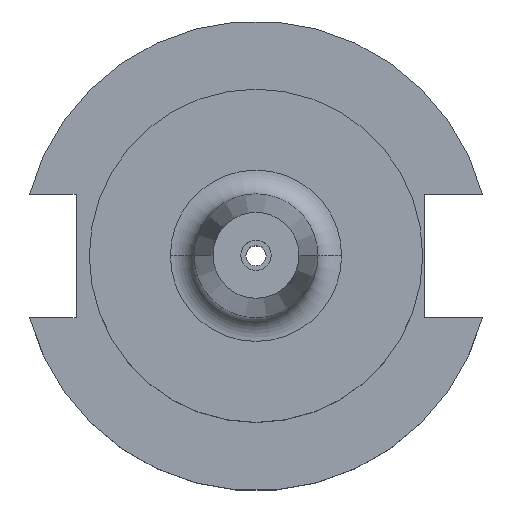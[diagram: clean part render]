
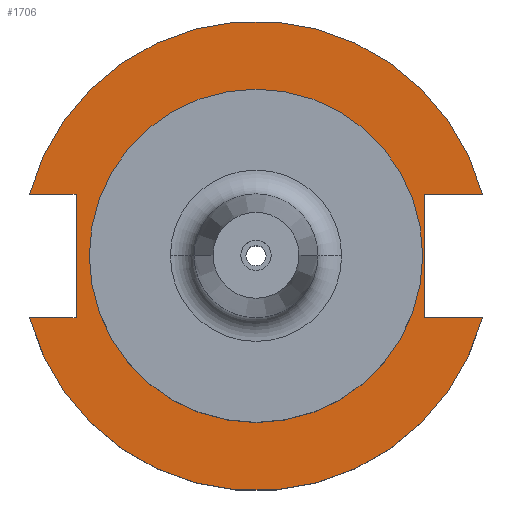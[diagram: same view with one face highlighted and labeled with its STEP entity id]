
A CAD part, top view. The second image highlights one B-rep face of the part: STEP entity #1706.
In plain terms, the highlighted planar face has unit normal (0, 0, 1).
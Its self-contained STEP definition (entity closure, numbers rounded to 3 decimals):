
#42 = DIRECTION ( 'NONE',  ( -1., 0., 0. ) ) ;
#65 = CARTESIAN_POINT ( 'NONE',  ( 0., 0., 19.05 ) ) ;
#115 = VERTEX_POINT ( 'NONE', #1442 ) ;
#123 = VERTEX_POINT ( 'NONE', #752 ) ;
#128 = CARTESIAN_POINT ( 'NONE',  ( -37.719, 12.954, 19.05 ) ) ;
#136 = EDGE_CURVE ( 'NONE', #995, #277, #611, .T. ) ;
#183 = EDGE_CURVE ( 'NONE', #115, #1536, #1642, .T. ) ;
#195 = CARTESIAN_POINT ( 'NONE',  ( 35.306, 12.954, 19.05 ) ) ;
#207 = VECTOR ( 'NONE', #1545, 1000. ) ;
#212 = CIRCLE ( 'NONE', #872, 34.925 ) ;
#217 = ORIENTED_EDGE ( 'NONE', *, *, #1491, .F. ) ;
#228 = PLANE ( 'NONE',  #675 ) ;
#273 = ORIENTED_EDGE ( 'NONE', *, *, #527, .F. ) ;
#277 = VERTEX_POINT ( 'NONE', #806 ) ;
#286 = AXIS2_PLACEMENT_3D ( 'NONE', #65, #1023, #1434 ) ;
#352 = ORIENTED_EDGE ( 'NONE', *, *, #1125, .F. ) ;
#353 = DIRECTION ( 'NONE',  ( 0., 0., 1. ) ) ;
#356 = DIRECTION ( 'NONE',  ( 1., 0., 0. ) ) ;
#364 = VECTOR ( 'NONE', #42, 1000. ) ;
#373 = ORIENTED_EDGE ( 'NONE', *, *, #136, .F. ) ;
#415 = LINE ( 'NONE', #195, #1755 ) ;
#422 = ORIENTED_EDGE ( 'NONE', *, *, #862, .T. ) ;
#454 = DIRECTION ( 'NONE',  ( 0., -1., 0. ) ) ;
#475 = LINE ( 'NONE', #1686, #207 ) ;
#499 = CARTESIAN_POINT ( 'NONE',  ( 35.306, -12.954, 19.05 ) ) ;
#517 = VERTEX_POINT ( 'NONE', #985 ) ;
#527 = EDGE_CURVE ( 'NONE', #517, #1094, #475, .T. ) ;
#535 = LINE ( 'NONE', #1465, #1589 ) ;
#570 = CIRCLE ( 'NONE', #692, 49.212 ) ;
#592 = VERTEX_POINT ( 'NONE', #1121 ) ;
#607 = AXIS2_PLACEMENT_3D ( 'NONE', #1474, #1182, #1719 ) ;
#611 = CIRCLE ( 'NONE', #286, 34.925 ) ;
#624 = DIRECTION ( 'NONE',  ( 0., 0., 1. ) ) ;
#640 = DIRECTION ( 'NONE',  ( 1., 0., 0. ) ) ;
#669 = ORIENTED_EDGE ( 'NONE', *, *, #1331, .F. ) ;
#675 = AXIS2_PLACEMENT_3D ( 'NONE', #1464, #624, #1041 ) ;
#692 = AXIS2_PLACEMENT_3D ( 'NONE', #1609, #353, #1496 ) ;
#700 = ORIENTED_EDGE ( 'NONE', *, *, #1107, .F. ) ;
#734 = LINE ( 'NONE', #854, #364 ) ;
#751 = CARTESIAN_POINT ( 'NONE',  ( -34.925, 0., 19.05 ) ) ;
#752 = CARTESIAN_POINT ( 'NONE',  ( -47.477, 12.954, 19.05 ) ) ;
#778 = CARTESIAN_POINT ( 'NONE',  ( 35.306, 12.954, 19.05 ) ) ;
#806 = CARTESIAN_POINT ( 'NONE',  ( 34.925, 0., 19.05 ) ) ;
#854 = CARTESIAN_POINT ( 'NONE',  ( -63.719, 12.954, 19.05 ) ) ;
#862 = EDGE_CURVE ( 'NONE', #115, #592, #1202, .T. ) ;
#872 = AXIS2_PLACEMENT_3D ( 'NONE', #1504, #1209, #640 ) ;
#898 = VECTOR ( 'NONE', #356, 1000. ) ;
#926 = CARTESIAN_POINT ( 'NONE',  ( -37.719, 12.954, 19.05 ) ) ;
#967 = LINE ( 'NONE', #926, #1289 ) ;
#971 = ORIENTED_EDGE ( 'NONE', *, *, #1086, .T. ) ;
#976 = FACE_OUTER_BOUND ( 'NONE', #1255, .T. ) ;
#985 = CARTESIAN_POINT ( 'NONE',  ( 47.477, 12.954, 19.05 ) ) ;
#995 = VERTEX_POINT ( 'NONE', #751 ) ;
#1023 = DIRECTION ( 'NONE',  ( 0., 0., 1. ) ) ;
#1041 = DIRECTION ( 'NONE',  ( 1., 0., 0. ) ) ;
#1082 = DIRECTION ( 'NONE',  ( 1., 0., 0. ) ) ;
#1086 = EDGE_CURVE ( 'NONE', #517, #123, #570, .T. ) ;
#1094 = VERTEX_POINT ( 'NONE', #778 ) ;
#1107 = EDGE_CURVE ( 'NONE', #277, #995, #212, .T. ) ;
#1111 = ORIENTED_EDGE ( 'NONE', *, *, #1643, .F. ) ;
#1121 = CARTESIAN_POINT ( 'NONE',  ( 47.477, -12.954, 19.05 ) ) ;
#1125 = EDGE_CURVE ( 'NONE', #1759, #592, #535, .T. ) ;
#1164 = CARTESIAN_POINT ( 'NONE',  ( -37.719, -12.954, 19.05 ) ) ;
#1182 = DIRECTION ( 'NONE',  ( 0., 0., 1. ) ) ;
#1202 = CIRCLE ( 'NONE', #607, 49.212 ) ;
#1209 = DIRECTION ( 'NONE',  ( 0., 0., 1. ) ) ;
#1242 = VERTEX_POINT ( 'NONE', #128 ) ;
#1255 = EDGE_LOOP ( 'NONE', ( #422, #352, #217, #273, #971, #1111, #669, #1524 ) ) ;
#1289 = VECTOR ( 'NONE', #1636, 1000. ) ;
#1331 = EDGE_CURVE ( 'NONE', #1536, #1242, #967, .T. ) ;
#1386 = FACE_BOUND ( 'NONE', #1661, .T. ) ;
#1434 = DIRECTION ( 'NONE',  ( 1., 0., 0. ) ) ;
#1442 = CARTESIAN_POINT ( 'NONE',  ( -47.477, -12.954, 19.05 ) ) ;
#1462 = CARTESIAN_POINT ( 'NONE',  ( -63.719, -12.954, 19.05 ) ) ;
#1464 = CARTESIAN_POINT ( 'NONE',  ( 0., 49.212, 19.05 ) ) ;
#1465 = CARTESIAN_POINT ( 'NONE',  ( 35.306, -12.954, 19.05 ) ) ;
#1474 = CARTESIAN_POINT ( 'NONE',  ( 0., 0., 19.05 ) ) ;
#1491 = EDGE_CURVE ( 'NONE', #1094, #1759, #415, .T. ) ;
#1496 = DIRECTION ( 'NONE',  ( 1., 0., 0. ) ) ;
#1504 = CARTESIAN_POINT ( 'NONE',  ( 0., 0., 19.05 ) ) ;
#1524 = ORIENTED_EDGE ( 'NONE', *, *, #183, .F. ) ;
#1536 = VERTEX_POINT ( 'NONE', #1164 ) ;
#1545 = DIRECTION ( 'NONE',  ( -1., 0., 0. ) ) ;
#1589 = VECTOR ( 'NONE', #1082, 1000. ) ;
#1609 = CARTESIAN_POINT ( 'NONE',  ( 0., 0., 19.05 ) ) ;
#1636 = DIRECTION ( 'NONE',  ( 0., 1., 0. ) ) ;
#1642 = LINE ( 'NONE', #1462, #898 ) ;
#1643 = EDGE_CURVE ( 'NONE', #1242, #123, #734, .T. ) ;
#1661 = EDGE_LOOP ( 'NONE', ( #700, #373 ) ) ;
#1686 = CARTESIAN_POINT ( 'NONE',  ( 35.306, 12.954, 19.05 ) ) ;
#1706 = ADVANCED_FACE ( 'NONE', ( #1386, #976 ), #228, .T. ) ;
#1719 = DIRECTION ( 'NONE',  ( 1., 0., 0. ) ) ;
#1755 = VECTOR ( 'NONE', #454, 1000. ) ;
#1759 = VERTEX_POINT ( 'NONE', #499 ) ;
